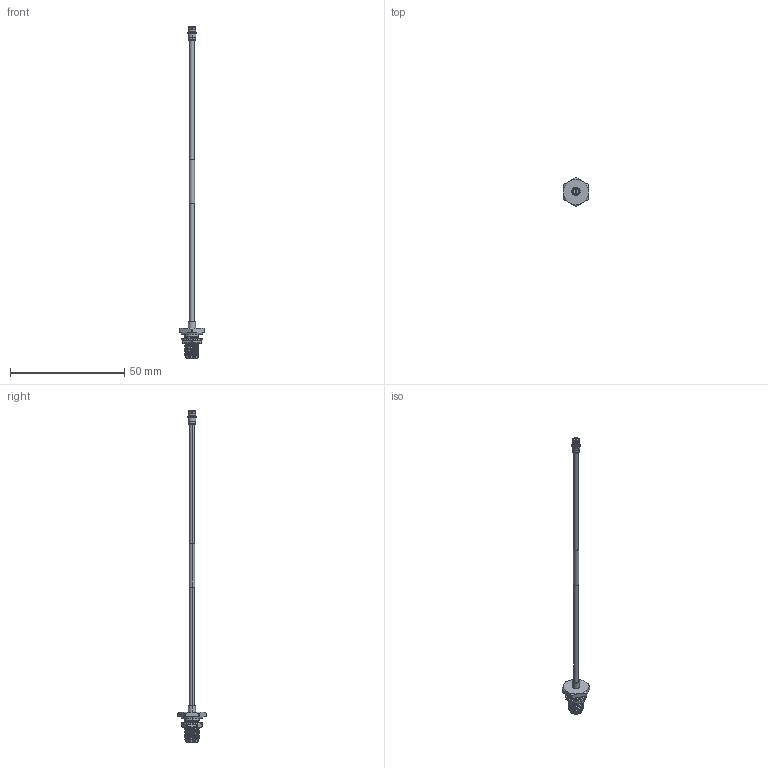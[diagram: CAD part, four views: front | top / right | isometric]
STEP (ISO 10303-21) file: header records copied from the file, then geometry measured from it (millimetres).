
FILE_DESCRIPTION (( 'STEP AP214' ), '1' );
FILE_NAME ('FMCA3199_3D.step', '2023-05-01T22:08:10', ( '' ), ( '' ), 'SwSTEP 2.0', 'SolidWorks 2022', '' );
FILE_SCHEMA (( 'AUTOMOTIVE_DESIGN' ));
Length unit declared in the file: inch
Products named in the file (4): FM-SR086TB_with label; PE44696 ¦ FMCN1156; FMCA3199_3D; SC5152
Assembly tree (3 placements, depth 2):
  FMCA3199_3D
    FM-SR086TB_with label
    PE44696 ¦ FMCN1156
    SC5152
Bounding box: 11 x 12.51 x 145.36 mm (x, y, z)
Volume: 1046.8 mm3; surface area: 2050.5 mm2
Topology: 6 solids, 6 shells, 364 faces, 1009 edges, 668 vertices
Faces by surface type: cylinder 125, plane 87, bspline 83, cone 65, torus 4
Entity records: 27154 total; most frequent: CARTESIAN_POINT 18241, ORIENTED_EDGE 2010, DIRECTION 1454, EDGE_CURVE 1005, VERTEX_POINT 668, AXIS2_PLACEMENT_3D 581, EDGE_LOOP 387, ADVANCED_FACE 364
